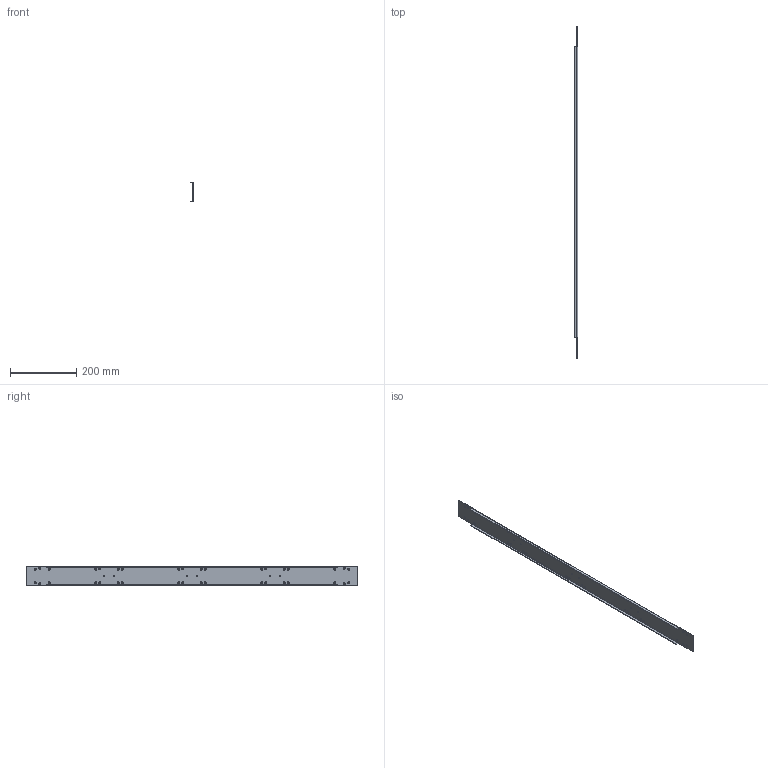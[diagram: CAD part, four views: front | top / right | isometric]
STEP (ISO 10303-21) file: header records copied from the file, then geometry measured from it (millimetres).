
FILE_DESCRIPTION((''),'2;1');
FILE_NAME('ASM0002_ASM_1_ASM','2023-02-27T08:05:02',('klemen.sitar'),('Audax d.o.o.'),'CREO PARAMETRIC BY PTC INC, 2021304','CREO PARAMETRIC BY PTC INC, 2021304','');
FILE_SCHEMA(('AP242_MANAGED_MODEL_BASED_3D_ENGINEERING_MIM_LF { 1 0 10303 442 1 1 4 }'));
Length unit declared in the file: millimetre
Products named in the file (2): PRT0003_1; ASM0002_ASM_1_ASM
Assembly tree (1 placements, depth 2):
  ASM0002_ASM_1_ASM
    PRT0003_1
Bounding box: 10 x 1000 x 59.5 mm (x, y, z)
Volume: 141798.3 mm3; surface area: 147613.6 mm2
Topology: 1 solids, 1 shells, 110 faces, 316 edges, 208 vertices
Faces by surface type: cylinder 88, plane 22
Entity records: 5054 total; most frequent: DIRECTION 722, CARTESIAN_POINT 641, ORIENTED_EDGE 632, PRESENTATION_STYLE_ASSIGNMENT 317, STYLED_ITEM 317, CURVE_STYLE 316, EDGE_CURVE 316, AXIS2_PLACEMENT_3D 293
